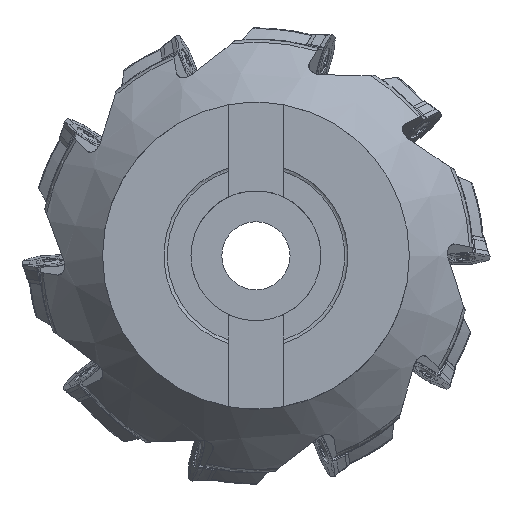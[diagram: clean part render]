
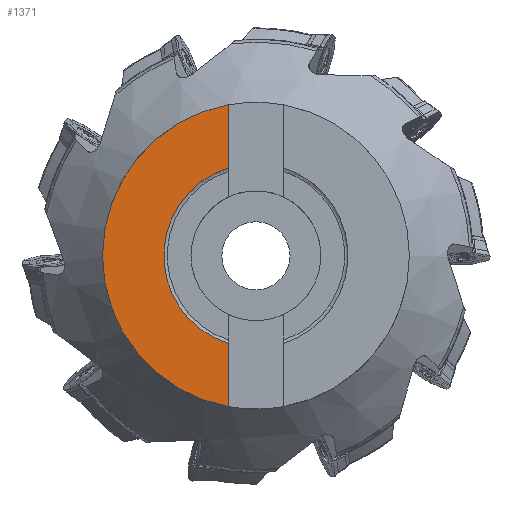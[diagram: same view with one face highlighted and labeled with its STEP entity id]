
A CAD part, top view. The second image highlights one B-rep face of the part: STEP entity #1371.
In plain terms, the highlighted planar face has unit normal (0, 0, 1).
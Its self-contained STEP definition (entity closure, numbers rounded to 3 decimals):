
#1022=CIRCLE('',#11139,27.);
#1023=CIRCLE('',#11140,45.);
#1371=ADVANCED_FACE('',(#2082),#1848,.T.);
#1848=PLANE('',#11141);
#2082=FACE_OUTER_BOUND('',#2576,.T.);
#2576=EDGE_LOOP('',(#4373,#4374,#4375,#4376));
#3175=LINE('',#16550,#3443);
#3176=LINE('',#16554,#3444);
#3443=VECTOR('',#12373,1.);
#3444=VECTOR('',#12376,1.);
#4373=ORIENTED_EDGE('',*,*,#8587,.F.);
#4374=ORIENTED_EDGE('',*,*,#8588,.T.);
#4375=ORIENTED_EDGE('',*,*,#8589,.F.);
#4376=ORIENTED_EDGE('',*,*,#8590,.T.);
#7329=VERTEX_POINT('',#16548);
#7330=VERTEX_POINT('',#16549);
#7331=VERTEX_POINT('',#16551);
#7332=VERTEX_POINT('',#16553);
#8587=EDGE_CURVE('',#7329,#7330,#1022,.T.);
#8588=EDGE_CURVE('',#7329,#7331,#3175,.T.);
#8589=EDGE_CURVE('',#7332,#7331,#1023,.T.);
#8590=EDGE_CURVE('',#7332,#7330,#3176,.T.);
#11139=AXIS2_PLACEMENT_3D('',#16547,#12371,#12372);
#11140=AXIS2_PLACEMENT_3D('',#16552,#12374,#12375);
#11141=AXIS2_PLACEMENT_3D('',#16555,#12377,#12378);
#12371=DIRECTION('',(0.,0.,1.));
#12372=DIRECTION('',(-1.,0.,0.));
#12373=DIRECTION('',(0.,1.,0.));
#12374=DIRECTION('',(0.,0.,-1.));
#12375=DIRECTION('',(-1.,0.,0.));
#12376=DIRECTION('',(0.,1.,0.));
#12377=DIRECTION('',(0.,0.,1.));
#12378=DIRECTION('',(-1.,0.,0.));
#16547=CARTESIAN_POINT('',(0.,0.,0.));
#16548=CARTESIAN_POINT('',(-8.028,25.779,0.));
#16549=CARTESIAN_POINT('',(-8.028,-25.779,0.));
#16550=CARTESIAN_POINT('',(-8.028,0.,0.));
#16551=CARTESIAN_POINT('',(-8.028,44.278,0.));
#16552=CARTESIAN_POINT('',(0.,0.,0.));
#16553=CARTESIAN_POINT('',(-8.028,-44.278,0.));
#16554=CARTESIAN_POINT('',(-8.028,67.425,0.));
#16555=CARTESIAN_POINT('',(0.,0.,0.));
